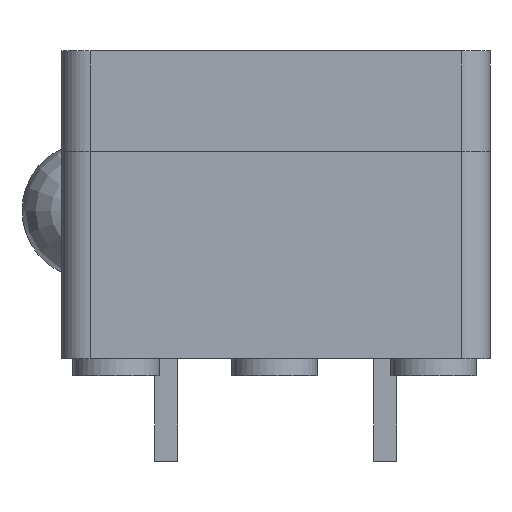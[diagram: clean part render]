
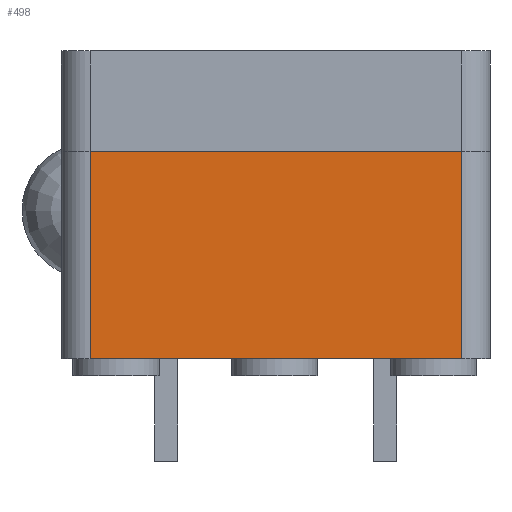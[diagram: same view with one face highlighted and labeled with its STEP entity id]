
A CAD part, front view. The second image highlights one B-rep face of the part: STEP entity #498.
In plain terms, the highlighted planar face has unit normal (0, -1, 0).
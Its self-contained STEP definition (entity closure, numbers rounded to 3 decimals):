
#95 = VERTEX_POINT('',#96);
#96 = CARTESIAN_POINT('',(-6.45,-25.2,7.8));
#103 = EDGE_CURVE('',#95,#104,#106,.T.);
#104 = VERTEX_POINT('',#105);
#105 = CARTESIAN_POINT('',(6.45,-25.2,7.8));
#106 = LINE('',#107,#108);
#107 = CARTESIAN_POINT('',(-7.45,-25.2,7.8));
#108 = VECTOR('',#109,1.);
#109 = DIRECTION('',(1.,0.,0.));
#143 = VERTEX_POINT('',#144);
#144 = CARTESIAN_POINT('',(-6.45,-25.2,0.6));
#151 = EDGE_CURVE('',#143,#95,#152,.T.);
#152 = LINE('',#153,#154);
#153 = CARTESIAN_POINT('',(-6.45,-25.2,0.6));
#154 = VECTOR('',#155,1.);
#155 = DIRECTION('',(0.,0.,1.));
#169 = EDGE_CURVE('',#143,#170,#172,.T.);
#170 = VERTEX_POINT('',#171);
#171 = CARTESIAN_POINT('',(6.45,-25.2,0.6));
#172 = LINE('',#173,#174);
#173 = CARTESIAN_POINT('',(-7.45,-25.2,0.6));
#174 = VECTOR('',#175,1.);
#175 = DIRECTION('',(1.,0.,0.));
#498 = ADVANCED_FACE('',(#499),#510,.F.);
#499 = FACE_BOUND('',#500,.F.);
#500 = EDGE_LOOP('',(#501,#502,#503,#504));
#501 = ORIENTED_EDGE('',*,*,#169,.F.);
#502 = ORIENTED_EDGE('',*,*,#151,.T.);
#503 = ORIENTED_EDGE('',*,*,#103,.T.);
#504 = ORIENTED_EDGE('',*,*,#505,.F.);
#505 = EDGE_CURVE('',#170,#104,#506,.T.);
#506 = LINE('',#507,#508);
#507 = CARTESIAN_POINT('',(6.45,-25.2,0.6));
#508 = VECTOR('',#509,1.);
#509 = DIRECTION('',(0.,0.,1.));
#510 = PLANE('',#511);
#511 = AXIS2_PLACEMENT_3D('',#512,#513,#514);
#512 = CARTESIAN_POINT('',(-7.45,-25.2,0.6));
#513 = DIRECTION('',(0.,1.,0.));
#514 = DIRECTION('',(0.,0.,1.));
